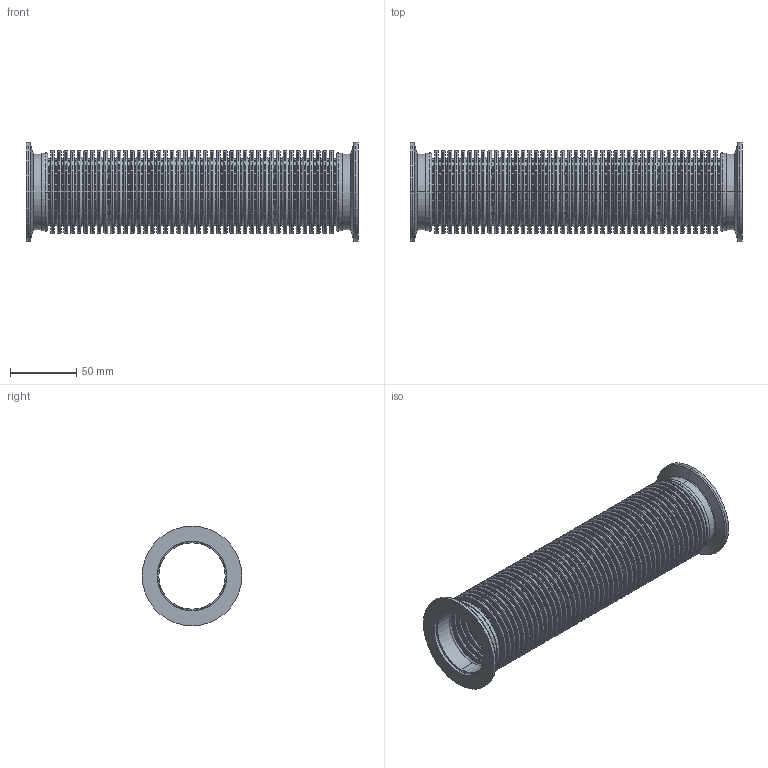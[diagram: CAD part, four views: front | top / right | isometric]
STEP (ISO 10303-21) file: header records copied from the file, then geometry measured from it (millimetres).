
FILE_DESCRIPTION (( 'STEP AP214' ), '1' );
FILE_NAME ('120SWN050-0250.stp', '2017-06-07T11:40:42', ( '' ), ( '' ), 'SwSTEP 2.0', 'SolidWorks 2015', '' );
FILE_SCHEMA (( 'AUTOMOTIVE_DESIGN' ));
Length unit declared in the file: millimetre
Products named in the file (1): 120SWN050-0250
Bounding box: 250 x 75 x 75 mm (x, y, z)
Volume: 57508.7 mm3; surface area: 266627.5 mm2
Topology: 3 solids, 3 shells, 1284 faces, 2570 edges, 1470 vertices
Faces by surface type: torus 716, cylinder 380, plane 184, cone 4
Entity records: 47948 total; most frequent: DIRECTION 7326, CARTESIAN_POINT 5325, ORIENTED_EDGE 5140, AXIS2_PLACEMENT_3D 3471, EDGE_CURVE 2570, CIRCLE 2186, VERTEX_POINT 1470, EDGE_LOOP 1468
